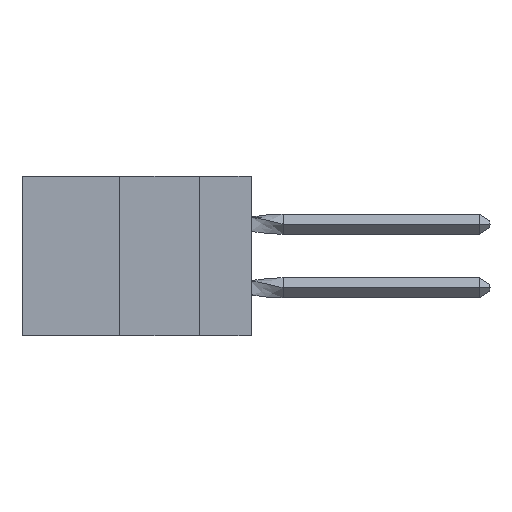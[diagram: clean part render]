
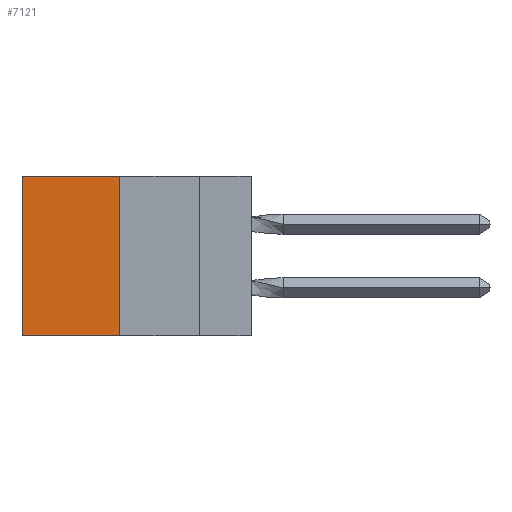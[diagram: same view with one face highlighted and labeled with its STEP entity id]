
A CAD part, left-side view. The second image highlights one B-rep face of the part: STEP entity #7121.
In plain terms, the highlighted planar face has unit normal (-1, 0, 0).
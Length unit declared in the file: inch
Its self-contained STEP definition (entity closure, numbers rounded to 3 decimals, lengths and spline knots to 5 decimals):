
#340 = EDGE_LOOP ( 'NONE', ( #4508, #8334, #668, #13490 ) ) ;
#631 = CARTESIAN_POINT ( 'NONE',  ( 0.305, 0.72, 0. ) ) ;
#668 = ORIENTED_EDGE ( 'NONE', *, *, #12405, .F. ) ;
#952 = LINE ( 'NONE', #10532, #12112 ) ;
#1090 = DIRECTION ( 'NONE',  ( 0., 0., -1. ) ) ;
#1138 = EDGE_CURVE ( 'NONE', #10070, #12561, #952, .T. ) ;
#1354 = VERTEX_POINT ( 'NONE', #5192 ) ;
#2102 = FACE_OUTER_BOUND ( 'NONE', #340, .T. ) ;
#2728 = EDGE_CURVE ( 'NONE', #12561, #9018, #13367, .T. ) ;
#3309 = CARTESIAN_POINT ( 'NONE',  ( 0.305, 0.72, -0.5 ) ) ;
#3364 = VECTOR ( 'NONE', #12886, 39.37008 ) ;
#3506 = LINE ( 'NONE', #6954, #7050 ) ;
#3778 = DIRECTION ( 'NONE',  ( 0., 0., -1. ) ) ;
#4056 = DIRECTION ( 'NONE',  ( 0., 1., 0. ) ) ;
#4316 = CARTESIAN_POINT ( 'NONE',  ( 0.305, 0.413, -0.5 ) ) ;
#4508 = ORIENTED_EDGE ( 'NONE', *, *, #2728, .T. ) ;
#4831 = CARTESIAN_POINT ( 'NONE',  ( 0.305, 0.413, 0. ) ) ;
#4891 = PLANE ( 'NONE',  #8373 ) ;
#5192 = CARTESIAN_POINT ( 'NONE',  ( 0.305, 0.413, -0.5 ) ) ;
#6370 = CARTESIAN_POINT ( 'NONE',  ( 0.305, 0.72, -0.5 ) ) ;
#6954 = CARTESIAN_POINT ( 'NONE',  ( 0.305, 0.413, -0.5 ) ) ;
#7050 = VECTOR ( 'NONE', #3778, 39.37008 ) ;
#7121 = ADVANCED_FACE ( 'NONE', ( #2102 ), #4891, .F. ) ;
#8334 = ORIENTED_EDGE ( 'NONE', *, *, #12047, .F. ) ;
#8373 = AXIS2_PLACEMENT_3D ( 'NONE', #11477, #12581, #10426 ) ;
#8588 = LINE ( 'NONE', #4316, #3364 ) ;
#9018 = VERTEX_POINT ( 'NONE', #3309 ) ;
#10070 = VERTEX_POINT ( 'NONE', #4831 ) ;
#10426 = DIRECTION ( 'NONE',  ( 0., 0., -1. ) ) ;
#10532 = CARTESIAN_POINT ( 'NONE',  ( 0.305, 0.413, 0. ) ) ;
#11477 = CARTESIAN_POINT ( 'NONE',  ( 0.305, 0.413, -0.5 ) ) ;
#12047 = EDGE_CURVE ( 'NONE', #1354, #9018, #8588, .T. ) ;
#12112 = VECTOR ( 'NONE', #4056, 39.37008 ) ;
#12405 = EDGE_CURVE ( 'NONE', #10070, #1354, #3506, .T. ) ;
#12561 = VERTEX_POINT ( 'NONE', #631 ) ;
#12581 = DIRECTION ( 'NONE',  ( 1., 0., 0. ) ) ;
#12886 = DIRECTION ( 'NONE',  ( 0., 1., 0. ) ) ;
#13367 = LINE ( 'NONE', #6370, #13867 ) ;
#13490 = ORIENTED_EDGE ( 'NONE', *, *, #1138, .T. ) ;
#13867 = VECTOR ( 'NONE', #1090, 39.37008 ) ;
